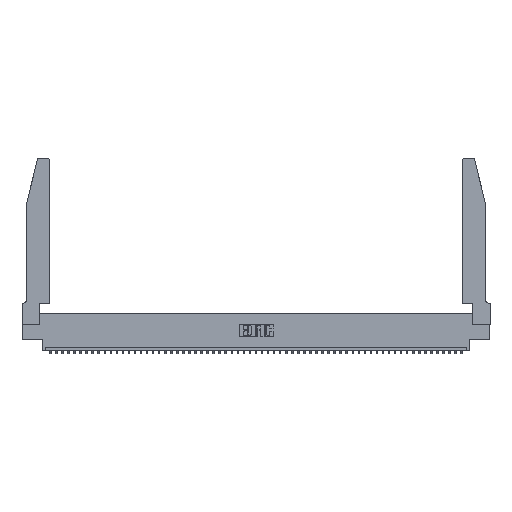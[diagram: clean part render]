
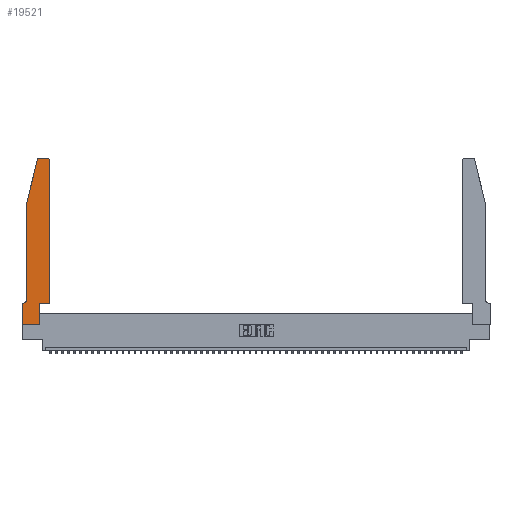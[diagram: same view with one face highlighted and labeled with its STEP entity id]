
A CAD part, top view. The second image highlights one B-rep face of the part: STEP entity #19521.
In plain terms, the highlighted planar face has unit normal (0, 0, 1).
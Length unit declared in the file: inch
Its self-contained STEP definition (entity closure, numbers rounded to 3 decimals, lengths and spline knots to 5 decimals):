
#137 = LINE ( 'NONE', #38694, #42502 ) ;
#677 = CARTESIAN_POINT ( 'NONE',  ( 0.2605, 2.75, 0.37 ) ) ;
#1188 = DIRECTION ( 'NONE',  ( 0., 0., 1. ) ) ;
#1214 = VECTOR ( 'NONE', #35024, 39.37008 ) ;
#1277 = DIRECTION ( 'NONE',  ( 0., 0., -1. ) ) ;
#1394 = LINE ( 'NONE', #4161, #49743 ) ;
#2091 = LINE ( 'NONE', #34657, #9798 ) ;
#2457 = CARTESIAN_POINT ( 'NONE',  ( 0.2865, 0., 0.37 ) ) ;
#2850 = CARTESIAN_POINT ( 'NONE',  ( 0., 0., 0.37 ) ) ;
#3786 = EDGE_CURVE ( 'NONE', #51752, #31833, #6483, .T. ) ;
#3960 = VECTOR ( 'NONE', #27761, 39.37008 ) ;
#4161 = CARTESIAN_POINT ( 'NONE',  ( 0.0755, 2., 0.37 ) ) ;
#4360 = ORIENTED_EDGE ( 'NONE', *, *, #4960, .T. ) ;
#4960 = EDGE_CURVE ( 'NONE', #50296, #30536, #41682, .T. ) ;
#6226 = CARTESIAN_POINT ( 'NONE',  ( 0., 0.35, 0.37 ) ) ;
#6483 = LINE ( 'NONE', #677, #50156 ) ;
#8051 = VECTOR ( 'NONE', #41515, 39.37008 ) ;
#8167 = CARTESIAN_POINT ( 'NONE',  ( 0.0755, 0.42, 0.37 ) ) ;
#9093 = EDGE_CURVE ( 'NONE', #31833, #32481, #16292, .T. ) ;
#9126 = CARTESIAN_POINT ( 'NONE',  ( 0.0055, 0.42, 0.37 ) ) ;
#9798 = VECTOR ( 'NONE', #36174, 39.37008 ) ;
#10379 = VERTEX_POINT ( 'NONE', #52268 ) ;
#10457 = DIRECTION ( 'NONE',  ( 0., 0., 1. ) ) ;
#10795 = CARTESIAN_POINT ( 'NONE',  ( 0., 0., 0.37 ) ) ;
#11209 = CARTESIAN_POINT ( 'NONE',  ( 0.25487, 2.72718, 0.37 ) ) ;
#14065 = DIRECTION ( 'NONE',  ( -1., 0., 0. ) ) ;
#14627 = AXIS2_PLACEMENT_3D ( 'NONE', #18337, #15913, #24474 ) ;
#15171 = CARTESIAN_POINT ( 'NONE',  ( 0.4205, 2.72, 0.37 ) ) ;
#15415 = EDGE_CURVE ( 'NONE', #30996, #51655, #27687, .T. ) ;
#15913 = DIRECTION ( 'NONE',  ( 0., 0., 1. ) ) ;
#16292 = CIRCLE ( 'NONE', #14627, 0.03 ) ;
#16733 = CARTESIAN_POINT ( 'NONE',  ( 0.4505, 2.72, 0.37 ) ) ;
#17610 = CARTESIAN_POINT ( 'NONE',  ( 0.2865, 0.35, 0.37 ) ) ;
#18337 = CARTESIAN_POINT ( 'NONE',  ( 0.284, 2.72, 0.37 ) ) ;
#18364 = AXIS2_PLACEMENT_3D ( 'NONE', #15171, #10457, #35663 ) ;
#19521 = ADVANCED_FACE ( 'NONE', ( #49646 ), #38503, .T. ) ;
#19624 = EDGE_CURVE ( 'NONE', #51655, #24882, #137, .T. ) ;
#20543 = CARTESIAN_POINT ( 'NONE',  ( 0.4505, 0.35, 0.37 ) ) ;
#20549 = DIRECTION ( 'NONE',  ( 0., -1., 0. ) ) ;
#20882 = EDGE_LOOP ( 'NONE', ( #48364, #43580, #48910, #26696, #45546, #49613, #43133, #50226, #50264, #41475, #4360, #50401 ) ) ;
#24474 = DIRECTION ( 'NONE',  ( 1., 0., 0. ) ) ;
#24864 = EDGE_CURVE ( 'NONE', #28179, #26849, #39998, .T. ) ;
#24882 = VERTEX_POINT ( 'NONE', #6226 ) ;
#25635 = CIRCLE ( 'NONE', #18364, 0.03 ) ;
#26696 = ORIENTED_EDGE ( 'NONE', *, *, #39720, .T. ) ;
#26849 = VERTEX_POINT ( 'NONE', #2457 ) ;
#27687 = CIRCLE ( 'NONE', #46758, 0.07 ) ;
#27761 = DIRECTION ( 'NONE',  ( -0.239, -0.971, 0. ) ) ;
#27945 = CARTESIAN_POINT ( 'NONE',  ( 0.0755, 2., 0.37 ) ) ;
#28179 = VERTEX_POINT ( 'NONE', #2850 ) ;
#30055 = VECTOR ( 'NONE', #39942, 39.37008 ) ;
#30536 = VERTEX_POINT ( 'NONE', #16733 ) ;
#30778 = VERTEX_POINT ( 'NONE', #43615 ) ;
#30996 = VERTEX_POINT ( 'NONE', #8167 ) ;
#31708 = CARTESIAN_POINT ( 'NONE',  ( 0.4505, 0.35, 0.37 ) ) ;
#31833 = VERTEX_POINT ( 'NONE', #40508 ) ;
#32481 = VERTEX_POINT ( 'NONE', #11209 ) ;
#33595 = VECTOR ( 'NONE', #50501, 39.37008 ) ;
#33645 = CARTESIAN_POINT ( 'NONE',  ( 0.4205, 2.75, 0.37 ) ) ;
#34217 = LINE ( 'NONE', #17610, #33595 ) ;
#34276 = DIRECTION ( 'NONE',  ( -1., 0., 0. ) ) ;
#34657 = CARTESIAN_POINT ( 'NONE',  ( 0.4505, 0.35, 0.37 ) ) ;
#35024 = DIRECTION ( 'NONE',  ( 1., 0., 0. ) ) ;
#35103 = EDGE_CURVE ( 'NONE', #32481, #30778, #48378, .T. ) ;
#35663 = DIRECTION ( 'NONE',  ( 1., 0., 0. ) ) ;
#36174 = DIRECTION ( 'NONE',  ( 1., 0., 0. ) ) ;
#38319 = CARTESIAN_POINT ( 'NONE',  ( 0.0055, 0.35, 0.37 ) ) ;
#38503 = PLANE ( 'NONE',  #38708 ) ;
#38694 = CARTESIAN_POINT ( 'NONE',  ( 0.0755, 0.35, 0.37 ) ) ;
#38708 = AXIS2_PLACEMENT_3D ( 'NONE', #46353, #1188, #42415 ) ;
#39527 = LINE ( 'NONE', #45301, #8051 ) ;
#39697 = EDGE_CURVE ( 'NONE', #24882, #28179, #39527, .T. ) ;
#39720 = EDGE_CURVE ( 'NONE', #30778, #30996, #1394, .T. ) ;
#39942 = DIRECTION ( 'NONE',  ( 0., 1., 0. ) ) ;
#39998 = LINE ( 'NONE', #10795, #1214 ) ;
#40062 = EDGE_CURVE ( 'NONE', #10379, #50296, #2091, .T. ) ;
#40508 = CARTESIAN_POINT ( 'NONE',  ( 0.284, 2.75, 0.37 ) ) ;
#41107 = EDGE_CURVE ( 'NONE', #26849, #10379, #34217, .T. ) ;
#41475 = ORIENTED_EDGE ( 'NONE', *, *, #40062, .T. ) ;
#41515 = DIRECTION ( 'NONE',  ( 0., -1., 0. ) ) ;
#41682 = LINE ( 'NONE', #31708, #30055 ) ;
#42415 = DIRECTION ( 'NONE',  ( 1., 0., 0. ) ) ;
#42502 = VECTOR ( 'NONE', #14065, 39.37008 ) ;
#43133 = ORIENTED_EDGE ( 'NONE', *, *, #39697, .T. ) ;
#43580 = ORIENTED_EDGE ( 'NONE', *, *, #9093, .T. ) ;
#43615 = CARTESIAN_POINT ( 'NONE',  ( 0.0755, 2., 0.37 ) ) ;
#44012 = EDGE_CURVE ( 'NONE', #30536, #51752, #25635, .T. ) ;
#45301 = CARTESIAN_POINT ( 'NONE',  ( 0., 0., 0.37 ) ) ;
#45546 = ORIENTED_EDGE ( 'NONE', *, *, #15415, .T. ) ;
#46353 = CARTESIAN_POINT ( 'NONE',  ( 0., 0.35, 0.37 ) ) ;
#46370 = DIRECTION ( 'NONE',  ( -1., 0., 0. ) ) ;
#46758 = AXIS2_PLACEMENT_3D ( 'NONE', #9126, #1277, #34276 ) ;
#48364 = ORIENTED_EDGE ( 'NONE', *, *, #3786, .T. ) ;
#48378 = LINE ( 'NONE', #27945, #3960 ) ;
#48910 = ORIENTED_EDGE ( 'NONE', *, *, #35103, .T. ) ;
#49613 = ORIENTED_EDGE ( 'NONE', *, *, #19624, .T. ) ;
#49646 = FACE_OUTER_BOUND ( 'NONE', #20882, .T. ) ;
#49743 = VECTOR ( 'NONE', #20549, 39.37008 ) ;
#50156 = VECTOR ( 'NONE', #46370, 39.37008 ) ;
#50226 = ORIENTED_EDGE ( 'NONE', *, *, #24864, .T. ) ;
#50264 = ORIENTED_EDGE ( 'NONE', *, *, #41107, .T. ) ;
#50296 = VERTEX_POINT ( 'NONE', #20543 ) ;
#50401 = ORIENTED_EDGE ( 'NONE', *, *, #44012, .T. ) ;
#50501 = DIRECTION ( 'NONE',  ( 0., 1., 0. ) ) ;
#51655 = VERTEX_POINT ( 'NONE', #38319 ) ;
#51752 = VERTEX_POINT ( 'NONE', #33645 ) ;
#52268 = CARTESIAN_POINT ( 'NONE',  ( 0.2865, 0.35, 0.37 ) ) ;
